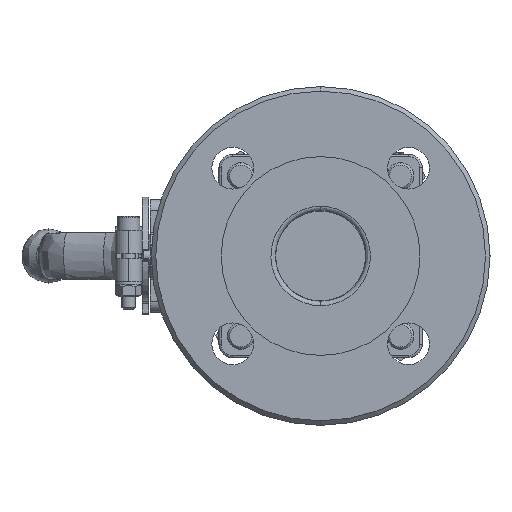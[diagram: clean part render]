
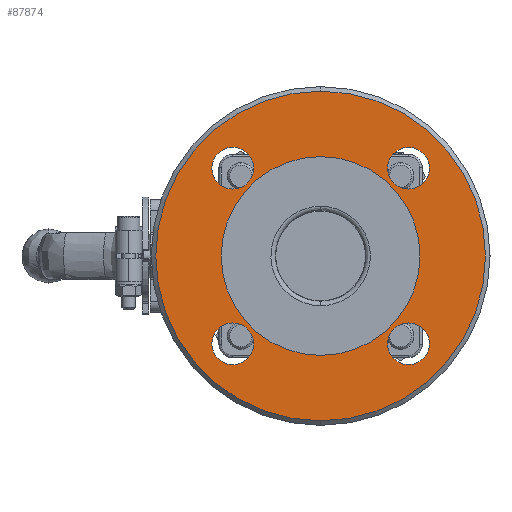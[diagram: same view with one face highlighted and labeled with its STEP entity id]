
A CAD part, left-side view. The second image highlights one B-rep face of the part: STEP entity #87874.
In plain terms, the highlighted planar face has unit normal (-1, 0, 0).
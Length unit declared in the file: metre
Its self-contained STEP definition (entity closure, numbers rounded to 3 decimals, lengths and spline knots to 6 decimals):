
#905 = VERTEX_POINT ( 'NONE', #83116 ) ;
#1266 = VERTEX_POINT ( 'NONE', #11268 ) ;
#2713 = CIRCLE ( 'NONE', #58159, 0.00925 ) ;
#3233 = DIRECTION ( 'NONE',  ( 0., 0., -1. ) ) ;
#3305 = FACE_BOUND ( 'NONE', #6072, .T. ) ;
#4118 = CARTESIAN_POINT ( 'NONE',  ( 0.002, -0.038891, 0.038891 ) ) ;
#4493 = EDGE_CURVE ( 'NONE', #1266, #50473, #60487, .T. ) ;
#4902 = ORIENTED_EDGE ( 'NONE', *, *, #82236, .T. ) ;
#5203 = CARTESIAN_POINT ( 'NONE',  ( 0.002, -0.038891, 0.029641 ) ) ;
#6072 = EDGE_LOOP ( 'NONE', ( #14485, #49311 ) ) ;
#6458 = EDGE_CURVE ( 'NONE', #28662, #65150, #2713, .T. ) ;
#6550 = CIRCLE ( 'NONE', #87567, 0.044 ) ;
#7614 = CARTESIAN_POINT ( 'NONE',  ( 0.002, 0.038891, 0.038891 ) ) ;
#8717 = CARTESIAN_POINT ( 'NONE',  ( 0.002, 0., 0.073 ) ) ;
#9903 = EDGE_CURVE ( 'NONE', #65150, #28662, #24961, .T. ) ;
#10996 = AXIS2_PLACEMENT_3D ( 'NONE', #4118, #23316, #3233 ) ;
#11268 = CARTESIAN_POINT ( 'NONE',  ( 0.002, 0., -0.073 ) ) ;
#11327 = EDGE_CURVE ( 'NONE', #11748, #18338, #6550, .T. ) ;
#11738 = ORIENTED_EDGE ( 'NONE', *, *, #82139, .T. ) ;
#11748 = VERTEX_POINT ( 'NONE', #62135 ) ;
#12030 = EDGE_CURVE ( 'NONE', #905, #25860, #76366, .T. ) ;
#13426 = CARTESIAN_POINT ( 'NONE',  ( 0.002, 0.038891, 0.048141 ) ) ;
#13664 = DIRECTION ( 'NONE',  ( -1., 0., 0. ) ) ;
#14485 = ORIENTED_EDGE ( 'NONE', *, *, #36929, .T. ) ;
#15610 = DIRECTION ( 'NONE',  ( 0., 0., -1. ) ) ;
#16329 = EDGE_LOOP ( 'NONE', ( #87373, #55477 ) ) ;
#16719 = CARTESIAN_POINT ( 'NONE',  ( 0.002, 0.038891, -0.038891 ) ) ;
#17526 = CARTESIAN_POINT ( 'NONE',  ( 0.002, 0.0585, 0. ) ) ;
#17756 = DIRECTION ( 'NONE',  ( 0., 0., -1. ) ) ;
#17790 = AXIS2_PLACEMENT_3D ( 'NONE', #44045, #37860, #52096 ) ;
#18338 = VERTEX_POINT ( 'NONE', #61955 ) ;
#19189 = VERTEX_POINT ( 'NONE', #45526 ) ;
#19806 = EDGE_CURVE ( 'NONE', #50473, #1266, #66927, .T. ) ;
#22341 = DIRECTION ( 'NONE',  ( 0., 0., -1. ) ) ;
#23150 = DIRECTION ( 'NONE',  ( 1., 0., 0. ) ) ;
#23316 = DIRECTION ( 'NONE',  ( 1., 0., 0. ) ) ;
#24306 = DIRECTION ( 'NONE',  ( 0., 0., -1. ) ) ;
#24692 = FACE_BOUND ( 'NONE', #46091, .T. ) ;
#24961 = CIRCLE ( 'NONE', #17790, 0.00925 ) ;
#25430 = DIRECTION ( 'NONE',  ( 1., 0., 0. ) ) ;
#25860 = VERTEX_POINT ( 'NONE', #70312 ) ;
#26282 = CIRCLE ( 'NONE', #53262, 0.00925 ) ;
#26387 = AXIS2_PLACEMENT_3D ( 'NONE', #86365, #25430, #80169 ) ;
#27785 = ORIENTED_EDGE ( 'NONE', *, *, #42924, .T. ) ;
#28662 = VERTEX_POINT ( 'NONE', #50980 ) ;
#29488 = CIRCLE ( 'NONE', #76434, 0.00925 ) ;
#30009 = DIRECTION ( 'NONE',  ( 0., 0., 1. ) ) ;
#31404 = DIRECTION ( 'NONE',  ( 1., 0., 0. ) ) ;
#33349 = EDGE_LOOP ( 'NONE', ( #39981, #27785 ) ) ;
#33436 = AXIS2_PLACEMENT_3D ( 'NONE', #17526, #77258, #30009 ) ;
#36929 = EDGE_CURVE ( 'NONE', #18338, #11748, #81808, .T. ) ;
#37860 = DIRECTION ( 'NONE',  ( 1., 0., 0. ) ) ;
#39981 = ORIENTED_EDGE ( 'NONE', *, *, #12030, .T. ) ;
#41295 = CARTESIAN_POINT ( 'NONE',  ( 0.002, 0., 0. ) ) ;
#41495 = DIRECTION ( 'NONE',  ( -1., 0., 0. ) ) ;
#42024 = DIRECTION ( 'NONE',  ( 0., 0., -1. ) ) ;
#42924 = EDGE_CURVE ( 'NONE', #25860, #905, #26282, .T. ) ;
#43401 = ORIENTED_EDGE ( 'NONE', *, *, #19806, .T. ) ;
#44045 = CARTESIAN_POINT ( 'NONE',  ( 0.002, -0.038891, -0.038891 ) ) ;
#45082 = ORIENTED_EDGE ( 'NONE', *, *, #83659, .T. ) ;
#45526 = CARTESIAN_POINT ( 'NONE',  ( 0.002, -0.038891, 0.048141 ) ) ;
#45864 = DIRECTION ( 'NONE',  ( 0., 0., -1. ) ) ;
#46091 = EDGE_LOOP ( 'NONE', ( #83297, #4902 ) ) ;
#49311 = ORIENTED_EDGE ( 'NONE', *, *, #11327, .T. ) ;
#50473 = VERTEX_POINT ( 'NONE', #8717 ) ;
#50527 = FACE_BOUND ( 'NONE', #16329, .T. ) ;
#50980 = CARTESIAN_POINT ( 'NONE',  ( 0.002, -0.038891, -0.048141 ) ) ;
#51408 = PLANE ( 'NONE',  #33436 ) ;
#51649 = CARTESIAN_POINT ( 'NONE',  ( 0.002, 0.038891, -0.038891 ) ) ;
#51685 = CARTESIAN_POINT ( 'NONE',  ( 0.002, -0.038891, 0.038891 ) ) ;
#52096 = DIRECTION ( 'NONE',  ( 0., 0., -1. ) ) ;
#52230 = EDGE_CURVE ( 'NONE', #59814, #19189, #77267, .T. ) ;
#52580 = DIRECTION ( 'NONE',  ( 0., 0., -1. ) ) ;
#53262 = AXIS2_PLACEMENT_3D ( 'NONE', #16719, #31404, #24306 ) ;
#54424 = CARTESIAN_POINT ( 'NONE',  ( 0.002, 0., 0. ) ) ;
#54980 = DIRECTION ( 'NONE',  ( 1., 0., 0. ) ) ;
#55477 = ORIENTED_EDGE ( 'NONE', *, *, #9903, .T. ) ;
#58159 = AXIS2_PLACEMENT_3D ( 'NONE', #58800, #85944, #52580 ) ;
#58800 = CARTESIAN_POINT ( 'NONE',  ( 0.002, -0.038891, -0.038891 ) ) ;
#58942 = FACE_OUTER_BOUND ( 'NONE', #68318, .T. ) ;
#59814 = VERTEX_POINT ( 'NONE', #5203 ) ;
#60487 = CIRCLE ( 'NONE', #71830, 0.073 ) ;
#61955 = CARTESIAN_POINT ( 'NONE',  ( 0.002, 0., -0.044 ) ) ;
#62135 = CARTESIAN_POINT ( 'NONE',  ( 0.002, 0., 0.044 ) ) ;
#62206 = DIRECTION ( 'NONE',  ( 0., 0., -1. ) ) ;
#65150 = VERTEX_POINT ( 'NONE', #83629 ) ;
#65526 = CARTESIAN_POINT ( 'NONE',  ( 0.002, 0.038891, 0.029641 ) ) ;
#66927 = CIRCLE ( 'NONE', #76879, 0.073 ) ;
#68318 = EDGE_LOOP ( 'NONE', ( #69204, #43401 ) ) ;
#68642 = DIRECTION ( 'NONE',  ( 1., 0., 0. ) ) ;
#69204 = ORIENTED_EDGE ( 'NONE', *, *, #4493, .T. ) ;
#69357 = VERTEX_POINT ( 'NONE', #65526 ) ;
#69851 = CARTESIAN_POINT ( 'NONE',  ( 0.002, 0., 0. ) ) ;
#69999 = CARTESIAN_POINT ( 'NONE',  ( 0.002, 0.038891, 0.038891 ) ) ;
#70312 = CARTESIAN_POINT ( 'NONE',  ( 0.002, 0.038891, -0.029641 ) ) ;
#71657 = DIRECTION ( 'NONE',  ( 1., 0., 0. ) ) ;
#71830 = AXIS2_PLACEMENT_3D ( 'NONE', #54424, #41495, #22341 ) ;
#76366 = CIRCLE ( 'NONE', #87690, 0.00925 ) ;
#76434 = AXIS2_PLACEMENT_3D ( 'NONE', #69999, #54980, #42024 ) ;
#76879 = AXIS2_PLACEMENT_3D ( 'NONE', #41295, #13664, #62206 ) ;
#77258 = DIRECTION ( 'NONE',  ( -1., 0., 0. ) ) ;
#77267 = CIRCLE ( 'NONE', #85922, 0.00925 ) ;
#77478 = DIRECTION ( 'NONE',  ( 0., 0., -1. ) ) ;
#78817 = DIRECTION ( 'NONE',  ( 1., 0., 0. ) ) ;
#80169 = DIRECTION ( 'NONE',  ( 0., 0., -1. ) ) ;
#81280 = EDGE_LOOP ( 'NONE', ( #45082, #11738 ) ) ;
#81808 = CIRCLE ( 'NONE', #26387, 0.044 ) ;
#82139 = EDGE_CURVE ( 'NONE', #83572, #69357, #29488, .T. ) ;
#82236 = EDGE_CURVE ( 'NONE', #19189, #59814, #84934, .T. ) ;
#82650 = CIRCLE ( 'NONE', #84043, 0.00925 ) ;
#83116 = CARTESIAN_POINT ( 'NONE',  ( 0.002, 0.038891, -0.048141 ) ) ;
#83297 = ORIENTED_EDGE ( 'NONE', *, *, #52230, .T. ) ;
#83572 = VERTEX_POINT ( 'NONE', #13426 ) ;
#83629 = CARTESIAN_POINT ( 'NONE',  ( 0.002, -0.038891, -0.029641 ) ) ;
#83659 = EDGE_CURVE ( 'NONE', #69357, #83572, #82650, .T. ) ;
#84043 = AXIS2_PLACEMENT_3D ( 'NONE', #7614, #68642, #15610 ) ;
#84800 = FACE_BOUND ( 'NONE', #33349, .T. ) ;
#84934 = CIRCLE ( 'NONE', #10996, 0.00925 ) ;
#85654 = FACE_BOUND ( 'NONE', #81280, .T. ) ;
#85922 = AXIS2_PLACEMENT_3D ( 'NONE', #51685, #71657, #45864 ) ;
#85944 = DIRECTION ( 'NONE',  ( 1., 0., 0. ) ) ;
#86365 = CARTESIAN_POINT ( 'NONE',  ( 0.002, 0., 0. ) ) ;
#87373 = ORIENTED_EDGE ( 'NONE', *, *, #6458, .T. ) ;
#87567 = AXIS2_PLACEMENT_3D ( 'NONE', #69851, #23150, #77478 ) ;
#87690 = AXIS2_PLACEMENT_3D ( 'NONE', #51649, #78817, #17756 ) ;
#87874 = ADVANCED_FACE ( 'NONE', ( #3305, #85654, #50527, #84800, #24692, #58942 ), #51408, .T. ) ;
